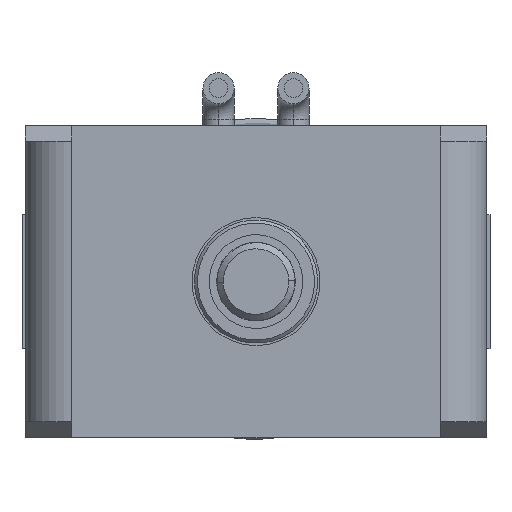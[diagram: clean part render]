
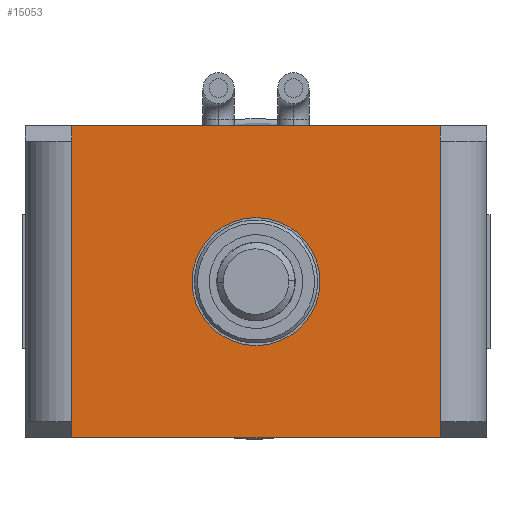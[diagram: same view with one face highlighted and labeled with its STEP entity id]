
A CAD part, left-side view. The second image highlights one B-rep face of the part: STEP entity #15053.
In plain terms, the highlighted planar face has unit normal (-1, 0, 0).
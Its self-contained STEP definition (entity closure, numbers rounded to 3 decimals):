
#345 = VERTEX_POINT ( 'NONE', #14986 ) ;
#445 = VERTEX_POINT ( 'NONE', #9407 ) ;
#448 = VERTEX_POINT ( 'NONE', #9410 ) ;
#488 = VERTEX_POINT ( 'NONE', #9450 ) ;
#1758 = EDGE_CURVE ( 'NONE', #15665, #15673, #2760, .T. ) ;
#1759 = EDGE_CURVE ( 'NONE', #15678, #445, #11117, .T. ) ;
#1760 = EDGE_CURVE ( 'NONE', #488, #445, #11122, .T. ) ;
#1761 = EDGE_CURVE ( 'NONE', #488, #15687, #11115, .T. ) ;
#1762 = EDGE_CURVE ( 'NONE', #15683, #448, #11128, .T. ) ;
#1763 = EDGE_CURVE ( 'NONE', #345, #448, #11131, .T. ) ;
#1764 = EDGE_CURVE ( 'NONE', #345, #15677, #11134, .T. ) ;
#1792 = EDGE_CURVE ( 'NONE', #15687, #15683, #11218, .T. ) ;
#1805 = EDGE_CURVE ( 'NONE', #15678, #15677, #11257, .T. ) ;
#1819 = EDGE_CURVE ( 'NONE', #15673, #15665, #2831, .T. ) ;
#2757 = VECTOR ( 'NONE', #11121, 1000. ) ;
#2760 = CIRCLE ( 'NONE', #2762, 2.05 ) ;
#2761 = VECTOR ( 'NONE', #11127, 1000. ) ;
#2762 = AXIS2_PLACEMENT_3D ( 'NONE', #11118, #11119, #11120 ) ;
#2763 = VECTOR ( 'NONE', #11125, 1000. ) ;
#2765 = VECTOR ( 'NONE', #11130, 1000. ) ;
#2766 = VECTOR ( 'NONE', #11133, 1000. ) ;
#2767 = VECTOR ( 'NONE', #11136, 1000. ) ;
#2803 = VECTOR ( 'NONE', #11221, 1000. ) ;
#2816 = VECTOR ( 'NONE', #11259, 1000. ) ;
#2831 = CIRCLE ( 'NONE', #2833, 2.05 ) ;
#2833 = AXIS2_PLACEMENT_3D ( 'NONE', #11300, #11301, #11302 ) ;
#2994 = AXIS2_PLACEMENT_3D ( 'NONE', #12240, #12250, #12251 ) ;
#6654 = CARTESIAN_POINT ( 'NONE',  ( 0., 0., -2.05 ) ) ;
#6662 = CARTESIAN_POINT ( 'NONE',  ( 0., 0., 2.05 ) ) ;
#6666 = CARTESIAN_POINT ( 'NONE',  ( 0., -5.9, -5. ) ) ;
#6667 = CARTESIAN_POINT ( 'NONE',  ( 0., 5.9, -5. ) ) ;
#6672 = CARTESIAN_POINT ( 'NONE',  ( 0., -5.9, 5. ) ) ;
#6676 = CARTESIAN_POINT ( 'NONE',  ( 0., 5.9, 5. ) ) ;
#7711 = ORIENTED_EDGE ( 'NONE', *, *, #1805, .T. ) ;
#7758 = ORIENTED_EDGE ( 'NONE', *, *, #1764, .F. ) ;
#7759 = ORIENTED_EDGE ( 'NONE', *, *, #1761, .F. ) ;
#7760 = ORIENTED_EDGE ( 'NONE', *, *, #1792, .F. ) ;
#7761 = ORIENTED_EDGE ( 'NONE', *, *, #1762, .F. ) ;
#7762 = ORIENTED_EDGE ( 'NONE', *, *, #1760, .T. ) ;
#7763 = ORIENTED_EDGE ( 'NONE', *, *, #1763, .T. ) ;
#7765 = ORIENTED_EDGE ( 'NONE', *, *, #1759, .F. ) ;
#7767 = ORIENTED_EDGE ( 'NONE', *, *, #1819, .T. ) ;
#7768 = ORIENTED_EDGE ( 'NONE', *, *, #1758, .T. ) ;
#9407 = CARTESIAN_POINT ( 'NONE',  ( 0., 5.9, -4.5 ) ) ;
#9410 = CARTESIAN_POINT ( 'NONE',  ( 0., -5.9, 4.5 ) ) ;
#9450 = CARTESIAN_POINT ( 'NONE',  ( 0., 5.9, 4.5 ) ) ;
#11104 = CARTESIAN_POINT ( 'NONE',  ( 0., 5.9, -5. ) ) ;
#11115 = LINE ( 'NONE', #11126, #2761 ) ;
#11117 = LINE ( 'NONE', #11104, #2757 ) ;
#11118 = CARTESIAN_POINT ( 'NONE',  ( 0., 0., 0. ) ) ;
#11119 = DIRECTION ( 'NONE',  ( 1., 0., 0. ) ) ;
#11120 = DIRECTION ( 'NONE',  ( 0., 0., -1. ) ) ;
#11121 = DIRECTION ( 'NONE',  ( 0., 0., 1. ) ) ;
#11122 = LINE ( 'NONE', #11124, #2763 ) ;
#11124 = CARTESIAN_POINT ( 'NONE',  ( 0., 5.9, -5. ) ) ;
#11125 = DIRECTION ( 'NONE',  ( 0., 0., -1. ) ) ;
#11126 = CARTESIAN_POINT ( 'NONE',  ( 0., 5.9, 5. ) ) ;
#11127 = DIRECTION ( 'NONE',  ( 0., 0., 1. ) ) ;
#11128 = LINE ( 'NONE', #11129, #2765 ) ;
#11129 = CARTESIAN_POINT ( 'NONE',  ( 0., -5.9, 5. ) ) ;
#11130 = DIRECTION ( 'NONE',  ( 0., 0., -1. ) ) ;
#11131 = LINE ( 'NONE', #11132, #2766 ) ;
#11132 = CARTESIAN_POINT ( 'NONE',  ( 0., -5.9, -5. ) ) ;
#11133 = DIRECTION ( 'NONE',  ( 0., 0., 1. ) ) ;
#11134 = LINE ( 'NONE', #11135, #2767 ) ;
#11135 = CARTESIAN_POINT ( 'NONE',  ( 0., -5.9, -5. ) ) ;
#11136 = DIRECTION ( 'NONE',  ( 0., 0., -1. ) ) ;
#11218 = LINE ( 'NONE', #11220, #2803 ) ;
#11220 = CARTESIAN_POINT ( 'NONE',  ( 0., 7.4, 5. ) ) ;
#11221 = DIRECTION ( 'NONE',  ( 0., -1., 0. ) ) ;
#11257 = LINE ( 'NONE', #11258, #2816 ) ;
#11258 = CARTESIAN_POINT ( 'NONE',  ( 0., 7.4, -5. ) ) ;
#11259 = DIRECTION ( 'NONE',  ( 0., -1., 0. ) ) ;
#11300 = CARTESIAN_POINT ( 'NONE',  ( 0., 0., 0. ) ) ;
#11301 = DIRECTION ( 'NONE',  ( 1., 0., 0. ) ) ;
#11302 = DIRECTION ( 'NONE',  ( 0., 0., -1. ) ) ;
#12240 = CARTESIAN_POINT ( 'NONE',  ( 0., 7.4, -5. ) ) ;
#12242 = FACE_BOUND ( 'NONE', #15256, .T. ) ;
#12247 = FACE_OUTER_BOUND ( 'NONE', #15255, .T. ) ;
#12248 = PLANE ( 'NONE',  #2994 ) ;
#12250 = DIRECTION ( 'NONE',  ( -1., 0., 0. ) ) ;
#12251 = DIRECTION ( 'NONE',  ( 0., 0., 1. ) ) ;
#14986 = CARTESIAN_POINT ( 'NONE',  ( 0., -5.9, -4.5 ) ) ;
#15053 = ADVANCED_FACE ( 'NONE', ( #12247, #12242 ), #12248, .T. ) ;
#15255 = EDGE_LOOP ( 'NONE', ( #7758, #7763, #7761, #7760, #7759, #7762, #7765, #7711 ) ) ;
#15256 = EDGE_LOOP ( 'NONE', ( #7768, #7767 ) ) ;
#15665 = VERTEX_POINT ( 'NONE', #6654 ) ;
#15673 = VERTEX_POINT ( 'NONE', #6662 ) ;
#15677 = VERTEX_POINT ( 'NONE', #6666 ) ;
#15678 = VERTEX_POINT ( 'NONE', #6667 ) ;
#15683 = VERTEX_POINT ( 'NONE', #6672 ) ;
#15687 = VERTEX_POINT ( 'NONE', #6676 ) ;
